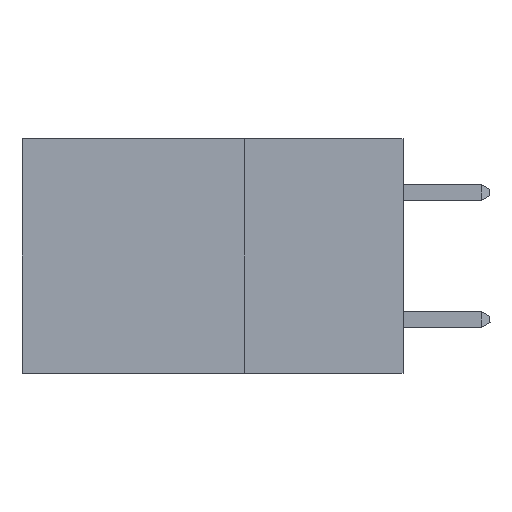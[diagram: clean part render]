
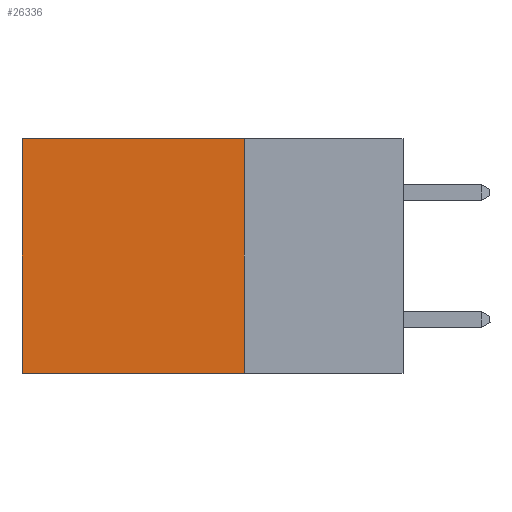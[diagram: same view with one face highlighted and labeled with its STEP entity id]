
A CAD part, left-side view. The second image highlights one B-rep face of the part: STEP entity #26336.
In plain terms, the highlighted planar face has unit normal (-1, 0, 0).
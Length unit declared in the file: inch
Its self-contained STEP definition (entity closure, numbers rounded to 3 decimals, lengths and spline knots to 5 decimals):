
#64 = ORIENTED_EDGE ( 'NONE', *, *, #9679, .F. ) ;
#339 = CARTESIAN_POINT ( 'NONE',  ( 0.2875, 0.25, 0. ) ) ;
#351 = CARTESIAN_POINT ( 'NONE',  ( 0.2875, 0.25, -0.37 ) ) ;
#920 = CARTESIAN_POINT ( 'NONE',  ( 0.2875, 0.25, 0. ) ) ;
#1039 = DIRECTION ( 'NONE',  ( 1., 0., 0. ) ) ;
#1598 = FACE_OUTER_BOUND ( 'NONE', #19863, .T. ) ;
#2208 = VECTOR ( 'NONE', #3049, 39.37008 ) ;
#3049 = DIRECTION ( 'NONE',  ( 0., 1., 0. ) ) ;
#3546 = VECTOR ( 'NONE', #27418, 39.37008 ) ;
#3903 = LINE ( 'NONE', #339, #2208 ) ;
#4911 = DIRECTION ( 'NONE',  ( 0., 1., 0. ) ) ;
#5269 = EDGE_CURVE ( 'NONE', #17636, #11104, #3903, .T. ) ;
#5964 = ORIENTED_EDGE ( 'NONE', *, *, #28162, .T. ) ;
#5967 = LINE ( 'NONE', #25965, #33019 ) ;
#6971 = LINE ( 'NONE', #351, #33170 ) ;
#9308 = PLANE ( 'NONE',  #24665 ) ;
#9679 = EDGE_CURVE ( 'NONE', #17438, #24937, #6971, .T. ) ;
#11033 = ORIENTED_EDGE ( 'NONE', *, *, #5269, .T. ) ;
#11104 = VERTEX_POINT ( 'NONE', #24627 ) ;
#17438 = VERTEX_POINT ( 'NONE', #30805 ) ;
#17636 = VERTEX_POINT ( 'NONE', #26882 ) ;
#19640 = CARTESIAN_POINT ( 'NONE',  ( 0.2875, 0.6, 0. ) ) ;
#19863 = EDGE_LOOP ( 'NONE', ( #5964, #64, #26923, #11033 ) ) ;
#23297 = EDGE_CURVE ( 'NONE', #17636, #17438, #5967, .T. ) ;
#24627 = CARTESIAN_POINT ( 'NONE',  ( 0.2875, 0.6, 0. ) ) ;
#24665 = AXIS2_PLACEMENT_3D ( 'NONE', #920, #1039, #33496 ) ;
#24937 = VERTEX_POINT ( 'NONE', #28859 ) ;
#25965 = CARTESIAN_POINT ( 'NONE',  ( 0.2875, 0.25, 0. ) ) ;
#26336 = ADVANCED_FACE ( 'NONE', ( #1598 ), #9308, .F. ) ;
#26882 = CARTESIAN_POINT ( 'NONE',  ( 0.2875, 0.25, 0. ) ) ;
#26923 = ORIENTED_EDGE ( 'NONE', *, *, #23297, .F. ) ;
#27418 = DIRECTION ( 'NONE',  ( 0., 0., -1. ) ) ;
#28162 = EDGE_CURVE ( 'NONE', #11104, #24937, #29749, .T. ) ;
#28668 = DIRECTION ( 'NONE',  ( 0., 0., -1. ) ) ;
#28859 = CARTESIAN_POINT ( 'NONE',  ( 0.2875, 0.6, -0.37 ) ) ;
#29749 = LINE ( 'NONE', #19640, #3546 ) ;
#30805 = CARTESIAN_POINT ( 'NONE',  ( 0.2875, 0.25, -0.37 ) ) ;
#33019 = VECTOR ( 'NONE', #28668, 39.37008 ) ;
#33170 = VECTOR ( 'NONE', #4911, 39.37008 ) ;
#33496 = DIRECTION ( 'NONE',  ( 0., 0., -1. ) ) ;
